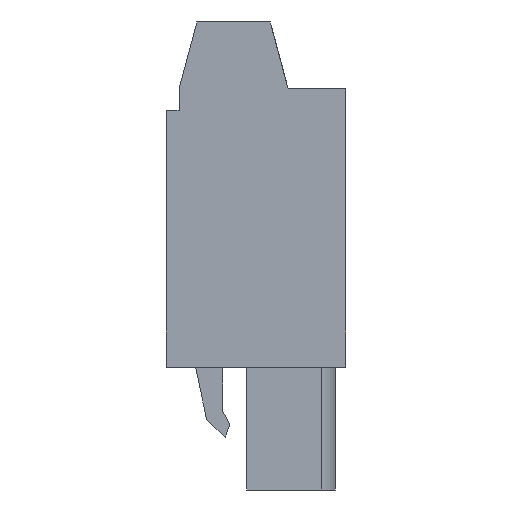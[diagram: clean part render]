
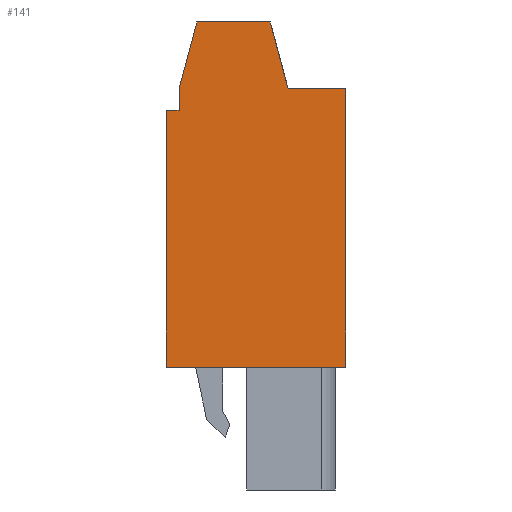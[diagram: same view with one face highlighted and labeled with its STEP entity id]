
A CAD part, left-side view. The second image highlights one B-rep face of the part: STEP entity #141.
In plain terms, the highlighted planar face has unit normal (-1, 0, 0).
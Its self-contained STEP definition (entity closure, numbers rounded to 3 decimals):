
#74=AXIS2_PLACEMENT_3D('Plane Axis2P3D',#71,#72,#73) ;
#49=CARTESIAN_POINT('Vertex',(0.,11.325,27.3)) ;
#52=CARTESIAN_POINT('Line Origine',(0.,10.722,29.55)) ;
#56=CARTESIAN_POINT('Vertex',(0.,10.119,31.8)) ;
#71=CARTESIAN_POINT('Axis2P3D Location',(0.,0.,0.)) ;
#76=CARTESIAN_POINT('Line Origine',(0.,0.,17.825)) ;
#80=CARTESIAN_POINT('Vertex',(0.,0.,8.35)) ;
#82=CARTESIAN_POINT('Vertex',(0.,0.,27.3)) ;
#85=CARTESIAN_POINT('Line Origine',(0.,1.962,27.3)) ;
#89=CARTESIAN_POINT('Vertex',(0.,3.925,27.3)) ;
#92=CARTESIAN_POINT('Line Origine',(0.,4.528,29.55)) ;
#96=CARTESIAN_POINT('Vertex',(0.,5.131,31.8)) ;
#99=CARTESIAN_POINT('Line Origine',(0.,7.625,31.8)) ;
#104=CARTESIAN_POINT('Line Origine',(0.,11.325,26.55)) ;
#108=CARTESIAN_POINT('Vertex',(0.,11.325,25.8)) ;
#111=CARTESIAN_POINT('Line Origine',(0.,11.763,25.8)) ;
#115=CARTESIAN_POINT('Vertex',(0.,12.2,25.8)) ;
#118=CARTESIAN_POINT('Line Origine',(0.,12.2,17.075)) ;
#122=CARTESIAN_POINT('Vertex',(0.,12.2,8.35)) ;
#125=CARTESIAN_POINT('Line Origine',(0.,6.1,8.35)) ;
#53=DIRECTION('Vector Direction',(0.,-0.259,0.966)) ;
#72=DIRECTION('Axis2P3D Direction',(-1.,0.,0.)) ;
#73=DIRECTION('Axis2P3D XDirection',(0.,0.,1.)) ;
#77=DIRECTION('Vector Direction',(0.,0.,-1.)) ;
#86=DIRECTION('Vector Direction',(0.,-1.,0.)) ;
#93=DIRECTION('Vector Direction',(0.,-0.259,-0.966)) ;
#100=DIRECTION('Vector Direction',(0.,-1.,0.)) ;
#105=DIRECTION('Vector Direction',(0.,0.,1.)) ;
#112=DIRECTION('Vector Direction',(0.,-1.,0.)) ;
#119=DIRECTION('Vector Direction',(0.,0.,1.)) ;
#126=DIRECTION('Vector Direction',(0.,1.,0.)) ;
#54=VECTOR('Line Direction',#53,1.) ;
#78=VECTOR('Line Direction',#77,1.) ;
#87=VECTOR('Line Direction',#86,1.) ;
#94=VECTOR('Line Direction',#93,1.) ;
#101=VECTOR('Line Direction',#100,1.) ;
#106=VECTOR('Line Direction',#105,1.) ;
#113=VECTOR('Line Direction',#112,1.) ;
#120=VECTOR('Line Direction',#119,1.) ;
#127=VECTOR('Line Direction',#126,1.) ;
#131=ORIENTED_EDGE('',*,*,#84,.T.) ;
#132=ORIENTED_EDGE('',*,*,#91,.T.) ;
#133=ORIENTED_EDGE('',*,*,#98,.T.) ;
#134=ORIENTED_EDGE('',*,*,#103,.T.) ;
#135=ORIENTED_EDGE('',*,*,#58,.T.) ;
#136=ORIENTED_EDGE('',*,*,#110,.T.) ;
#137=ORIENTED_EDGE('',*,*,#117,.T.) ;
#138=ORIENTED_EDGE('',*,*,#124,.T.) ;
#139=ORIENTED_EDGE('',*,*,#129,.T.) ;
#141=ADVANCED_FACE('Housing',(#140),#75,.T.) ;
#58=EDGE_CURVE('',#57,#50,#55,.F.) ;
#84=EDGE_CURVE('',#81,#83,#79,.F.) ;
#91=EDGE_CURVE('',#83,#90,#88,.F.) ;
#98=EDGE_CURVE('',#90,#97,#95,.F.) ;
#103=EDGE_CURVE('',#97,#57,#102,.F.) ;
#110=EDGE_CURVE('',#50,#109,#107,.F.) ;
#117=EDGE_CURVE('',#109,#116,#114,.F.) ;
#124=EDGE_CURVE('',#116,#123,#121,.F.) ;
#129=EDGE_CURVE('',#123,#81,#128,.F.) ;
#130=EDGE_LOOP('',(#131,#132,#133,#134,#135,#136,#137,#138,#139)) ;
#140=FACE_OUTER_BOUND('',#130,.T.) ;
#55=LINE('Line',#52,#54) ;
#79=LINE('Line',#76,#78) ;
#88=LINE('Line',#85,#87) ;
#95=LINE('Line',#92,#94) ;
#102=LINE('Line',#99,#101) ;
#107=LINE('Line',#104,#106) ;
#114=LINE('Line',#111,#113) ;
#121=LINE('Line',#118,#120) ;
#128=LINE('Line',#125,#127) ;
#75=PLANE('',#74) ;
#50=VERTEX_POINT('',#49) ;
#57=VERTEX_POINT('',#56) ;
#81=VERTEX_POINT('',#80) ;
#83=VERTEX_POINT('',#82) ;
#90=VERTEX_POINT('',#89) ;
#97=VERTEX_POINT('',#96) ;
#109=VERTEX_POINT('',#108) ;
#116=VERTEX_POINT('',#115) ;
#123=VERTEX_POINT('',#122) ;
